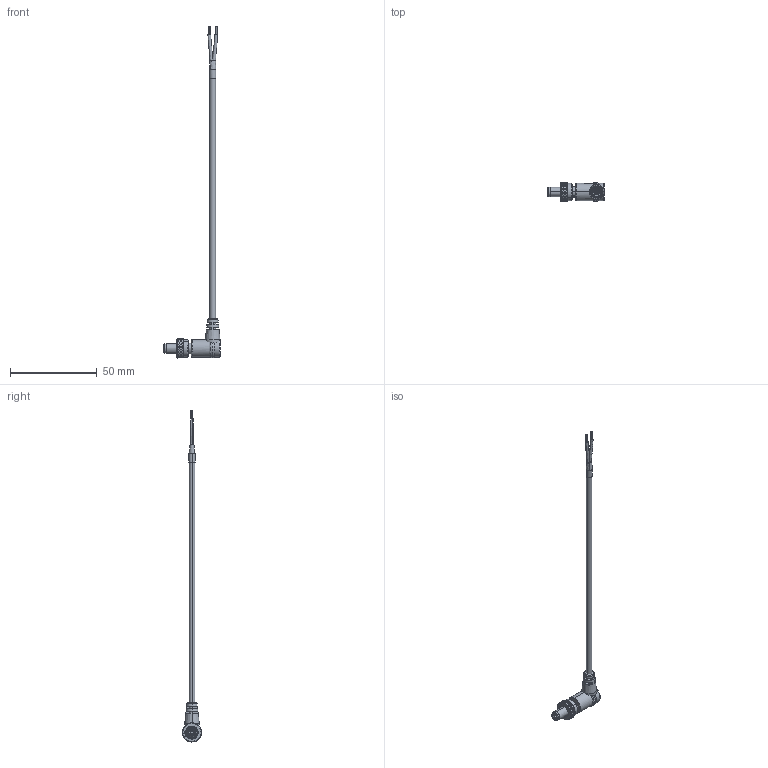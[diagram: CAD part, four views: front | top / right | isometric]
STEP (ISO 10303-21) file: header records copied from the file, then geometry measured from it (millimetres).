
FILE_DESCRIPTION (( 'STEP AP203' ), '1' );
FILE_NAME ('10-00115.step', '2016-09-15T23:31:37', ( '' ), ( '' ), 'SwSTEP 2.0', 'SolidWorks 2015', '' );
FILE_SCHEMA (( 'CONFIG_CONTROL_DESIGN' ));
Length unit declared in the file: millimetre
Products named in the file (10): 50-00010 insulator; 30-00004_wst; 10-00115; 50-00010; 50-00010 locking ring; 50-00010 pin; 24-00017; 50-00010 interior shell; 50-00010 shell 2; 50-00010 shell
Assembly tree (9 placements, depth 3):
  10-00115
    30-00004_wst
    24-00017
    50-00010
      50-00010 insulator
      50-00010 interior shell
      50-00010 locking ring
      50-00010 pin
      50-00010 shell 2
      50-00010 shell
Bounding box: 32.4 x 11 x 191.5 mm (x, y, z)
Volume: 3336.6 mm3; surface area: 7323.5 mm2
Topology: 93 solids, 93 shells, 2124 faces, 4755 edges, 2834 vertices
Faces by surface type: bspline 807, plane 793, cylinder 463, torus 32, cone 29
Entity records: 83007 total; most frequent: CARTESIAN_POINT 43304, ORIENTED_EDGE 9502, DIRECTION 5029, EDGE_CURVE 4751, B_SPLINE_CURVE_WITH_KNOTS 3017, VERTEX_POINT 2834, EDGE_LOOP 2157, FACE_OUTER_BOUND 2124
